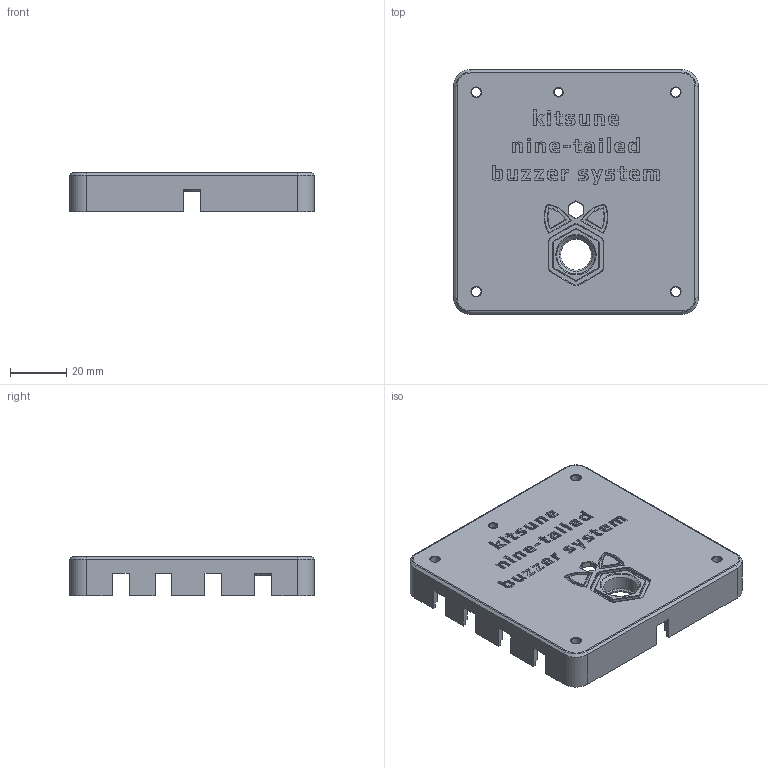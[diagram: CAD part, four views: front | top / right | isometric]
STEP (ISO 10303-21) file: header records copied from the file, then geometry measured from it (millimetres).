
FILE_DESCRIPTION(/* description */ (''),/* implementation_level */ '2;1');
FILE_NAME(/* name */ 'Central box (Motherbuzz).step',/* time_stamp */ '2024-11-11T11:56:51Z',/* author */ (''),/* organization */ (''),/* preprocessor_version */ 'ST-DEVELOPER v20',/* originating_system */ 'Autodesk Translation Framework v13.20.0.188',/* authorisation */ '');
FILE_SCHEMA (('AUTOMOTIVE_DESIGN { 1 0 10303 214 3 1 1 }'));
Length unit declared in the file: millimetre
Products named in the file (2): Central box (Motherbuzz); Motherbuzz top
Assembly tree (1 placements, depth 2):
  Central box (Motherbuzz)
    Motherbuzz top
Bounding box: 87.28 x 87.28 x 14 mm (x, y, z)
Volume: 23768.3 mm3; surface area: 23696.3 mm2
Topology: 1 solids, 1 shells, 848 faces, 2306 edges, 1509 vertices
Faces by surface type: plane 457, bspline 303, cylinder 45, cone 43
Full cylindrical faces by diameter (mm): 3 x1, 3.4 x4, 11 x1, 12 x1
Entity records: 29322 total; most frequent: CARTESIAN_POINT 9877, ORIENTED_EDGE 4612, DIRECTION 2913, EDGE_CURVE 2306, LINE 1551, VECTOR 1551, VERTEX_POINT 1509, EDGE_LOOP 911
